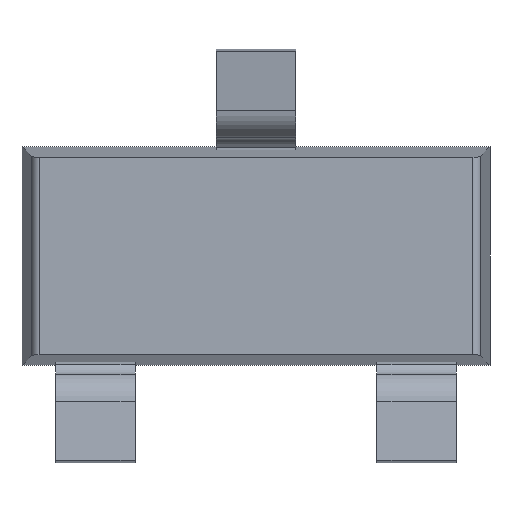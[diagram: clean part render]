
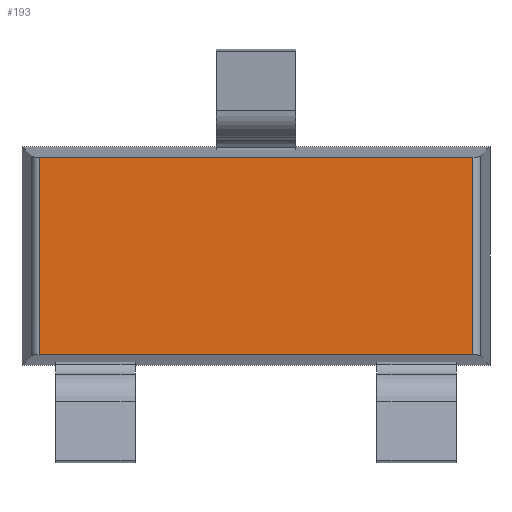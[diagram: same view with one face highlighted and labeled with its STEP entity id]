
A CAD part, front view. The second image highlights one B-rep face of the part: STEP entity #193.
In plain terms, the highlighted planar face has unit normal (0, -1, 0).
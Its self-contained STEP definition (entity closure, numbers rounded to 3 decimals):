
#193=ADVANCED_FACE('NONE',(#194),#228,.F.);
#194=FACE_BOUND('NONE',#195,.T.);
#195=EDGE_LOOP('',(#196,#206,#214,#222));
#196=ORIENTED_EDGE('',*,*,#197,.T.);
#197=EDGE_CURVE('NONE',#198,#200,#202,.F.);
#198=VERTEX_POINT('NONE',#199);
#199=CARTESIAN_POINT('',(-1.389,0.,0.068));
#200=VERTEX_POINT('NONE',#201);
#201=CARTESIAN_POINT('',(1.389,0.,0.068));
#202=LINE('',#203,#204);
#203=CARTESIAN_POINT('',(3.0,0.,0.068));
#204=VECTOR('',#205,1.0);
#205=DIRECTION('',(-1.0,0.0,0.0));
#206=ORIENTED_EDGE('',*,*,#207,.T.);
#207=EDGE_CURVE('NONE',#200,#208,#210,.T.);
#208=VERTEX_POINT('NONE',#209);
#209=CARTESIAN_POINT('',(1.389,0.,1.332));
#210=LINE('',#211,#212);
#211=CARTESIAN_POINT('',(1.389,0.0,1.4));
#212=VECTOR('',#213,1.0);
#213=DIRECTION('',(0.0,0.0,1.0));
#214=ORIENTED_EDGE('',*,*,#215,.T.);
#215=EDGE_CURVE('NONE',#208,#216,#218,.T.);
#216=VERTEX_POINT('NONE',#217);
#217=CARTESIAN_POINT('',(-1.389,0.,1.332));
#218=LINE('',#219,#220);
#219=CARTESIAN_POINT('',(3.0,0.,1.332));
#220=VECTOR('',#221,1.0);
#221=DIRECTION('',(-1.0,0.0,0.0));
#222=ORIENTED_EDGE('',*,*,#223,.T.);
#223=EDGE_CURVE('NONE',#216,#198,#224,.T.);
#224=LINE('',#225,#226);
#225=CARTESIAN_POINT('',(-1.389,0.0,1.4));
#226=VECTOR('',#227,1.0);
#227=DIRECTION('',(0.0,0.0,-1.0));
#228=PLANE('',#229);
#229=AXIS2_PLACEMENT_3D('',#230,#231,#232);
#230=CARTESIAN_POINT('',(-1.432,0.0,1.4));
#231=DIRECTION('',(0.0,1.0,0.0));
#232=DIRECTION('',(0.0,0.0,1.0));
